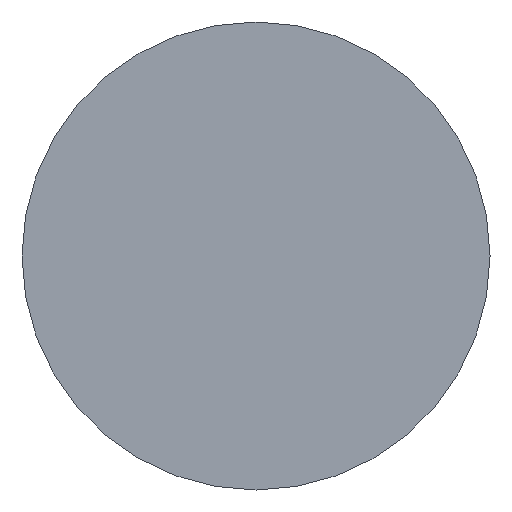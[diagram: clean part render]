
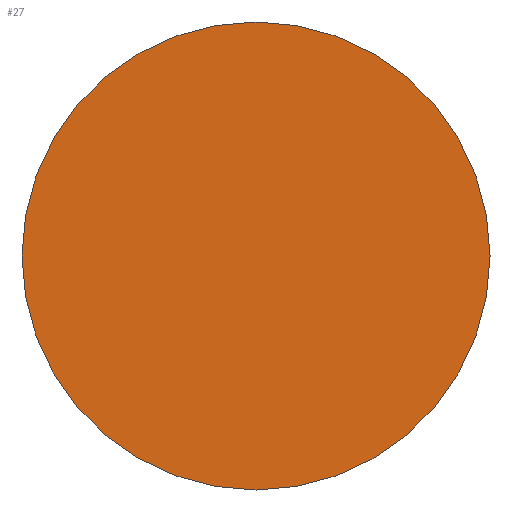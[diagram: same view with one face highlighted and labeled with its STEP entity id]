
A CAD part, front view. The second image highlights one B-rep face of the part: STEP entity #27.
In plain terms, the highlighted planar face has unit normal (0, -1, 0).
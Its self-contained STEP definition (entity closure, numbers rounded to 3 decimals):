
#18 = EDGE_CURVE ( 'NONE', #141, #126, #44, .T. ) ;
#19 = CARTESIAN_POINT ( 'NONE',  ( 0., 0., 50. ) ) ;
#25 = AXIS2_PLACEMENT_3D ( 'NONE', #200, #98, #144 ) ;
#27 = ADVANCED_FACE ( 'NONE', ( #59 ), #189, .F. ) ;
#39 = AXIS2_PLACEMENT_3D ( 'NONE', #74, #179, #41 ) ;
#41 = DIRECTION ( 'NONE',  ( 0., 0., 1. ) ) ;
#44 = CIRCLE ( 'NONE', #25, 50. ) ;
#59 = FACE_OUTER_BOUND ( 'NONE', #97, .T. ) ;
#74 = CARTESIAN_POINT ( 'NONE',  ( 0., 0., 0. ) ) ;
#86 = CARTESIAN_POINT ( 'NONE',  ( 0., 0., -50. ) ) ;
#90 = CARTESIAN_POINT ( 'NONE',  ( 0., 0., 0. ) ) ;
#93 = DIRECTION ( 'NONE',  ( 0., 1., 0. ) ) ;
#94 = DIRECTION ( 'NONE',  ( 0., 0., 1. ) ) ;
#97 = EDGE_LOOP ( 'NONE', ( #217, #115 ) ) ;
#98 = DIRECTION ( 'NONE',  ( 0., 1., 0. ) ) ;
#107 = CIRCLE ( 'NONE', #238, 50. ) ;
#115 = ORIENTED_EDGE ( 'NONE', *, *, #199, .F. ) ;
#126 = VERTEX_POINT ( 'NONE', #19 ) ;
#141 = VERTEX_POINT ( 'NONE', #86 ) ;
#144 = DIRECTION ( 'NONE',  ( 0., 0., 1. ) ) ;
#179 = DIRECTION ( 'NONE',  ( 0., 1., 0. ) ) ;
#189 = PLANE ( 'NONE',  #39 ) ;
#199 = EDGE_CURVE ( 'NONE', #126, #141, #107, .T. ) ;
#200 = CARTESIAN_POINT ( 'NONE',  ( 0., 0., 0. ) ) ;
#217 = ORIENTED_EDGE ( 'NONE', *, *, #18, .F. ) ;
#238 = AXIS2_PLACEMENT_3D ( 'NONE', #90, #93, #94 ) ;
